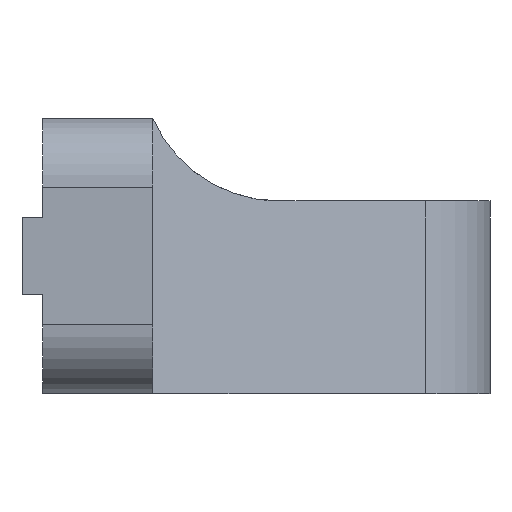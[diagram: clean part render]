
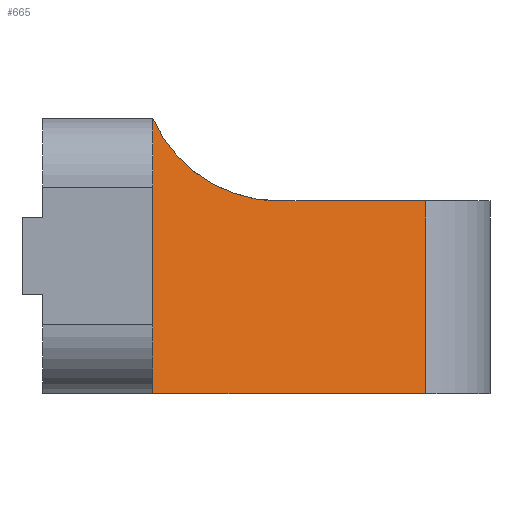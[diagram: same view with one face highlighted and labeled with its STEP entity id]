
A CAD part, left-side view. The second image highlights one B-rep face of the part: STEP entity #665.
In plain terms, the highlighted planar face has unit normal (-0.926, -0.376, 0).
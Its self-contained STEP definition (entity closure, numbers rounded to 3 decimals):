
#15=ELLIPSE('',#726,10.793,10.);
#84=FACE_OUTER_BOUND('',#126,.T.);
#126=EDGE_LOOP('',(#571,#572,#573,#574,#575,#576));
#170=LINE('',#1014,#240);
#185=LINE('',#1059,#255);
#199=LINE('',#1098,#269);
#200=LINE('',#1100,#270);
#202=LINE('',#1103,#272);
#240=VECTOR('',#813,10.);
#255=VECTOR('',#856,10.);
#269=VECTOR('',#898,10.);
#270=VECTOR('',#901,10.);
#272=VECTOR('',#905,10.);
#304=VERTEX_POINT('',#1011);
#305=VERTEX_POINT('',#1013);
#317=VERTEX_POINT('',#1043);
#327=VERTEX_POINT('',#1085);
#330=VERTEX_POINT('',#1092);
#332=VERTEX_POINT('',#1096);
#373=EDGE_CURVE('',#304,#305,#170,.T.);
#396=EDGE_CURVE('',#305,#317,#185,.T.);
#411=EDGE_CURVE('',#317,#327,#15,.T.);
#417=EDGE_CURVE('',#330,#332,#199,.T.);
#418=EDGE_CURVE('',#327,#332,#200,.T.);
#420=EDGE_CURVE('',#304,#330,#202,.T.);
#571=ORIENTED_EDGE('',*,*,#373,.F.);
#572=ORIENTED_EDGE('',*,*,#420,.T.);
#573=ORIENTED_EDGE('',*,*,#417,.T.);
#574=ORIENTED_EDGE('',*,*,#418,.F.);
#575=ORIENTED_EDGE('',*,*,#411,.F.);
#576=ORIENTED_EDGE('',*,*,#396,.F.);
#631=PLANE('',#734);
#665=ADVANCED_FACE('',(#84),#631,.F.);
#726=AXIS2_PLACEMENT_3D('',#1086,#886,#887);
#734=AXIS2_PLACEMENT_3D('',#1106,#909,#910);
#813=DIRECTION('',(-0.376,0.926,0.));
#856=DIRECTION('',(0.,0.,1.));
#886=DIRECTION('center_axis',(-0.926,-0.376,0.));
#887=DIRECTION('ref_axis',(-0.376,0.926,0.));
#898=DIRECTION('',(0.,0.,1.));
#901=DIRECTION('',(0.376,-0.926,0.));
#905=DIRECTION('',(0.,0.,1.));
#909=DIRECTION('center_axis',(0.926,0.376,0.));
#910=DIRECTION('ref_axis',(0.376,-0.926,0.));
#1011=CARTESIAN_POINT('',(243.127,102.178,341.));
#1013=CARTESIAN_POINT('',(235.076,122.,341.));
#1014=CARTESIAN_POINT('',(232.973,127.177,341.));
#1043=CARTESIAN_POINT('',(235.076,122.,361.));
#1059=CARTESIAN_POINT('',(235.076,122.,351.));
#1085=CARTESIAN_POINT('',(238.799,112.835,355.));
#1086=CARTESIAN_POINT('Origin',(238.799,112.835,365.));
#1092=CARTESIAN_POINT('',(243.127,102.178,355.));
#1096=CARTESIAN_POINT('',(243.127,102.178,355.));
#1098=CARTESIAN_POINT('',(243.127,102.178,351.));
#1100=CARTESIAN_POINT('',(237.908,115.027,355.));
#1103=CARTESIAN_POINT('',(243.127,102.178,351.));
#1106=CARTESIAN_POINT('Origin',(235.076,122.,351.));
